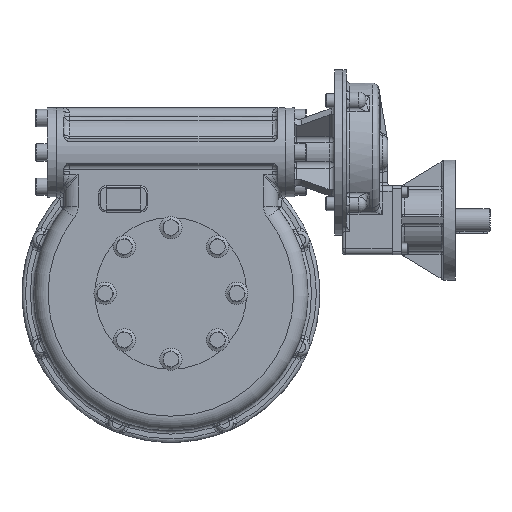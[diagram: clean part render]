
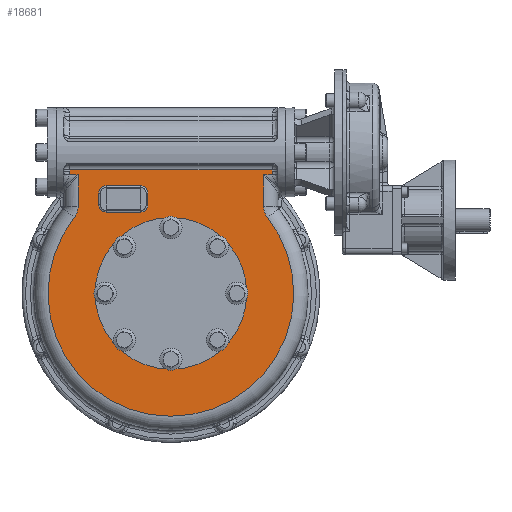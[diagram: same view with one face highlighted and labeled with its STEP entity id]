
A CAD part, top view. The second image highlights one B-rep face of the part: STEP entity #18681.
In plain terms, the highlighted planar face has unit normal (0, 0, 1).
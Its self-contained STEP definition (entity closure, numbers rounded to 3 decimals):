
#498=B_SPLINE_CURVE_WITH_KNOTS('',3,(#39347,#39348,#39349,#39350),
 .UNSPECIFIED.,.F.,.F.,(4,4),(0.,0.006),.UNSPECIFIED.);
#499=B_SPLINE_CURVE_WITH_KNOTS('',3,(#39417,#39418,#39419,#39420),
 .UNSPECIFIED.,.F.,.F.,(4,4),(0.,0.006),.UNSPECIFIED.);
#1344=LINE('',#39356,#2137);
#1347=LINE('',#39367,#2140);
#1349=LINE('',#39377,#2142);
#1350=LINE('',#39506,#2143);
#1353=LINE('',#39528,#2146);
#1354=LINE('',#39533,#2147);
#1356=LINE('',#39548,#2149);
#1380=LINE('',#42257,#2173);
#1381=LINE('',#42258,#2174);
#1382=LINE('',#42266,#2175);
#1383=LINE('',#42267,#2176);
#2137=VECTOR('',#24299,1000.);
#2140=VECTOR('',#24312,1000.);
#2142=VECTOR('',#24324,1000.);
#2143=VECTOR('',#24335,1000.);
#2146=VECTOR('',#24360,1000.);
#2147=VECTOR('',#24365,1000.);
#2149=VECTOR('',#24385,1000.);
#2173=VECTOR('',#24527,1000.);
#2174=VECTOR('',#24528,1000.);
#2175=VECTOR('',#24535,1000.);
#2176=VECTOR('',#24536,1000.);
#2662=PLANE('',#20581);
#6081=ORIENTED_EDGE('',*,*,#8696,.T.);
#6082=ORIENTED_EDGE('',*,*,#9125,.T.);
#6083=ORIENTED_EDGE('',*,*,#9120,.T.);
#6084=ORIENTED_EDGE('',*,*,#9127,.T.);
#6085=ORIENTED_EDGE('',*,*,#9133,.T.);
#6086=ORIENTED_EDGE('',*,*,#9139,.T.);
#6087=ORIENTED_EDGE('',*,*,#9141,.T.);
#6088=ORIENTED_EDGE('',*,*,#9137,.T.);
#6089=ORIENTED_EDGE('',*,*,#9131,.T.);
#6090=ORIENTED_EDGE('',*,*,#9113,.T.);
#6091=ORIENTED_EDGE('',*,*,#9115,.T.);
#6092=ORIENTED_EDGE('',*,*,#9234,.T.);
#6093=ORIENTED_EDGE('',*,*,#9235,.T.);
#6094=ORIENTED_EDGE('',*,*,#9236,.T.);
#6095=ORIENTED_EDGE('',*,*,#9237,.T.);
#6096=ORIENTED_EDGE('',*,*,#9238,.T.);
#6097=ORIENTED_EDGE('',*,*,#9239,.T.);
#6098=ORIENTED_EDGE('',*,*,#9240,.T.);
#6099=ORIENTED_EDGE('',*,*,#9099,.T.);
#6100=ORIENTED_EDGE('',*,*,#9102,.T.);
#6101=ORIENTED_EDGE('',*,*,#9108,.T.);
#8696=EDGE_CURVE('',#10720,#10720,#12065,.F.);
#9099=EDGE_CURVE('',#10952,#10955,#498,.T.);
#9102=EDGE_CURVE('',#10955,#10957,#1344,.T.);
#9108=EDGE_CURVE('',#10957,#10960,#1347,.F.);
#9113=EDGE_CURVE('',#10960,#10963,#1349,.T.);
#9115=EDGE_CURVE('',#10963,#10965,#499,.T.);
#9120=EDGE_CURVE('',#10969,#10968,#1350,.F.);
#9125=EDGE_CURVE('',#10971,#10969,#12325,.F.);
#9127=EDGE_CURVE('',#10968,#10974,#12327,.F.);
#9131=EDGE_CURVE('',#10975,#10971,#1353,.F.);
#9133=EDGE_CURVE('',#10974,#10978,#1354,.F.);
#9137=EDGE_CURVE('',#10979,#10975,#12333,.F.);
#9139=EDGE_CURVE('',#10978,#10982,#12335,.F.);
#9141=EDGE_CURVE('',#10982,#10979,#1356,.F.);
#9234=EDGE_CURVE('',#10965,#10924,#1380,.T.);
#9235=EDGE_CURVE('',#10924,#11029,#1381,.F.);
#9236=EDGE_CURVE('',#11029,#11030,#12362,.F.);
#9237=EDGE_CURVE('',#11030,#11031,#12363,.T.);
#9238=EDGE_CURVE('',#11031,#11032,#12364,.F.);
#9239=EDGE_CURVE('',#11032,#10895,#1382,.F.);
#9240=EDGE_CURVE('',#10895,#10952,#1383,.F.);
#10720=VERTEX_POINT('',#34375);
#10895=VERTEX_POINT('',#38234);
#10924=VERTEX_POINT('',#39025);
#10952=VERTEX_POINT('',#39297);
#10955=VERTEX_POINT('',#39346);
#10957=VERTEX_POINT('',#39355);
#10960=VERTEX_POINT('',#39366);
#10963=VERTEX_POINT('',#39376);
#10965=VERTEX_POINT('',#39416);
#10968=VERTEX_POINT('',#39505);
#10969=VERTEX_POINT('',#39507);
#10971=VERTEX_POINT('',#39513);
#10974=VERTEX_POINT('',#39520);
#10975=VERTEX_POINT('',#39525);
#10978=VERTEX_POINT('',#39532);
#10979=VERTEX_POINT('',#39537);
#10982=VERTEX_POINT('',#39544);
#11029=VERTEX_POINT('',#42259);
#11030=VERTEX_POINT('',#42261);
#11031=VERTEX_POINT('',#42263);
#11032=VERTEX_POINT('',#42265);
#12065=CIRCLE('',#20120,131.25);
#12325=CIRCLE('',#20505,13.);
#12327=CIRCLE('',#20508,13.);
#12333=CIRCLE('',#20517,13.);
#12335=CIRCLE('',#20520,13.);
#12362=CIRCLE('',#20582,31.);
#12363=CIRCLE('',#20583,214.5);
#12364=CIRCLE('',#20584,31.);
#13406=EDGE_LOOP('',(#6081));
#13407=EDGE_LOOP('',(#6082,#6083,#6084,#6085,#6086,#6087,#6088,#6089));
#13408=EDGE_LOOP('',(#6090,#6091,#6092,#6093,#6094,#6095,#6096,#6097,#6098,
#6099,#6100,#6101));
#14676=FACE_BOUND('',#13406,.T.);
#14677=FACE_BOUND('',#13407,.T.);
#14678=FACE_BOUND('',#13408,.T.);
#18681=ADVANCED_FACE('',(#14676,#14677,#14678),#2662,.T.);
#20120=AXIS2_PLACEMENT_3D('',#34374,#23532,#23533);
#20505=AXIS2_PLACEMENT_3D('',#39516,#24345,#24346);
#20508=AXIS2_PLACEMENT_3D('',#39521,#24351,#24352);
#20517=AXIS2_PLACEMENT_3D('',#39540,#24373,#24374);
#20520=AXIS2_PLACEMENT_3D('',#39545,#24379,#24380);
#20581=AXIS2_PLACEMENT_3D('',#42256,#24525,#24526);
#20582=AXIS2_PLACEMENT_3D('',#42260,#24529,#24530);
#20583=AXIS2_PLACEMENT_3D('',#42262,#24531,#24532);
#20584=AXIS2_PLACEMENT_3D('',#42264,#24533,#24534);
#23532=DIRECTION('',(0.,0.,1.));
#23533=DIRECTION('',(1.,0.,0.));
#24299=DIRECTION('',(0.,1.,0.));
#24312=DIRECTION('',(1.,0.,0.));
#24324=DIRECTION('',(0.,-1.,0.));
#24335=DIRECTION('',(-1.,0.,0.));
#24345=DIRECTION('',(0.,0.,1.));
#24346=DIRECTION('',(1.,0.,0.));
#24351=DIRECTION('',(0.,0.,1.));
#24352=DIRECTION('',(1.,0.,0.));
#24360=DIRECTION('',(0.,-1.,0.));
#24365=DIRECTION('',(0.,1.,0.));
#24373=DIRECTION('',(0.,0.,1.));
#24374=DIRECTION('',(1.,0.,0.));
#24379=DIRECTION('',(0.,0.,1.));
#24380=DIRECTION('',(1.,0.,0.));
#24385=DIRECTION('',(1.,0.,0.));
#24525=DIRECTION('',(0.,0.,1.));
#24526=DIRECTION('',(1.,0.,0.));
#24527=DIRECTION('',(1.,0.,0.));
#24528=DIRECTION('',(0.,1.,0.));
#24529=DIRECTION('',(0.,0.,1.));
#24530=DIRECTION('',(1.,0.,0.));
#24531=DIRECTION('',(0.,0.,1.));
#24532=DIRECTION('',(1.,0.,0.));
#24533=DIRECTION('',(0.,0.,1.));
#24534=DIRECTION('',(1.,0.,0.));
#24535=DIRECTION('',(0.,-1.,0.));
#24536=DIRECTION('',(-1.,0.,0.));
#34374=CARTESIAN_POINT('',(0.,0.,60.));
#34375=CARTESIAN_POINT('',(131.25,0.,60.));
#38234=CARTESIAN_POINT('',(162.,207.249,60.));
#39025=CARTESIAN_POINT('',(-162.,207.249,60.));
#39297=CARTESIAN_POINT('',(177.37,207.249,60.));
#39346=CARTESIAN_POINT('',(177.,213.12,60.));
#39347=CARTESIAN_POINT('',(177.37,207.249,60.));
#39348=CARTESIAN_POINT('',(177.104,209.197,60.));
#39349=CARTESIAN_POINT('',(177.,211.155,60.));
#39350=CARTESIAN_POINT('',(177.,213.12,60.));
#39355=CARTESIAN_POINT('',(177.,215.651,60.));
#39356=CARTESIAN_POINT('',(177.,212.972,60.));
#39366=CARTESIAN_POINT('',(-177.,215.651,60.));
#39367=CARTESIAN_POINT('',(-177.,215.651,60.));
#39376=CARTESIAN_POINT('',(-177.,213.12,60.));
#39377=CARTESIAN_POINT('',(-177.,207.249,60.));
#39416=CARTESIAN_POINT('',(-177.37,207.249,60.));
#39417=CARTESIAN_POINT('',(-177.,213.12,60.));
#39418=CARTESIAN_POINT('',(-177.,211.155,60.));
#39419=CARTESIAN_POINT('',(-177.104,209.197,60.));
#39420=CARTESIAN_POINT('',(-177.37,207.249,60.));
#39505=CARTESIAN_POINT('',(-53.,188.,60.));
#39506=CARTESIAN_POINT('',(0.,188.,60.));
#39507=CARTESIAN_POINT('',(-113.,188.,60.));
#39513=CARTESIAN_POINT('',(-126.,175.,60.));
#39516=CARTESIAN_POINT('',(-113.,175.,60.));
#39520=CARTESIAN_POINT('',(-40.,175.,60.));
#39521=CARTESIAN_POINT('',(-53.,175.,60.));
#39525=CARTESIAN_POINT('',(-126.,155.,60.));
#39528=CARTESIAN_POINT('',(-126.,239.5,60.));
#39532=CARTESIAN_POINT('',(-40.,155.,60.));
#39533=CARTESIAN_POINT('',(-40.,239.5,60.));
#39537=CARTESIAN_POINT('',(-113.,142.,60.));
#39540=CARTESIAN_POINT('',(-113.,155.,60.));
#39544=CARTESIAN_POINT('',(-53.,142.,60.));
#39545=CARTESIAN_POINT('',(-53.,155.,60.));
#39548=CARTESIAN_POINT('',(0.,142.,60.));
#42256=CARTESIAN_POINT('',(0.,239.5,60.));
#42257=CARTESIAN_POINT('',(0.,207.249,60.));
#42258=CARTESIAN_POINT('',(-162.,151.728,60.));
#42259=CARTESIAN_POINT('',(-162.,151.728,60.));
#42260=CARTESIAN_POINT('',(-193.,151.728,60.));
#42261=CARTESIAN_POINT('',(-168.629,132.568,60.));
#42262=CARTESIAN_POINT('',(0.,0.,60.));
#42263=CARTESIAN_POINT('',(168.629,132.568,60.));
#42264=CARTESIAN_POINT('',(193.,151.728,60.));
#42265=CARTESIAN_POINT('',(162.,151.728,60.));
#42266=CARTESIAN_POINT('',(162.,246.38,60.));
#42267=CARTESIAN_POINT('',(0.,207.249,60.));
